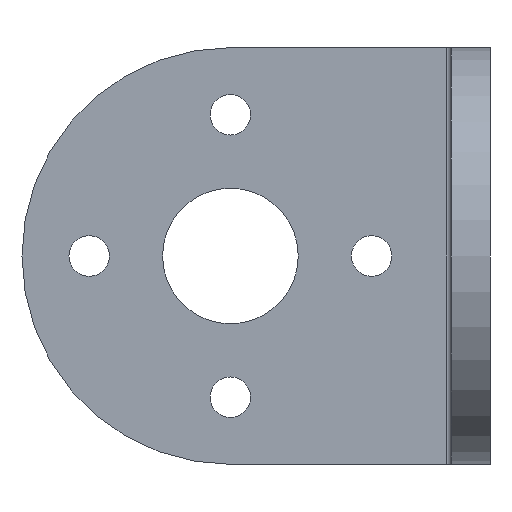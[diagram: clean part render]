
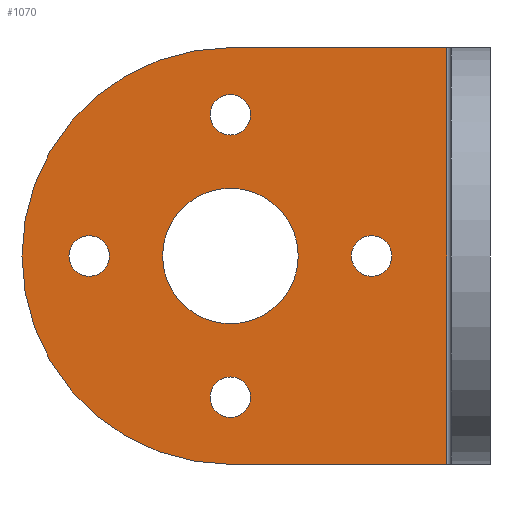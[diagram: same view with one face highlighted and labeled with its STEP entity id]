
A CAD part, left-side view. The second image highlights one B-rep face of the part: STEP entity #1070.
In plain terms, the highlighted planar face has unit normal (-1, 0, 0).
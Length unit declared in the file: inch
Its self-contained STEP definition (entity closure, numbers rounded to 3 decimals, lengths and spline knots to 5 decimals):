
#8 = ORIENTED_EDGE ( 'NONE', *, *, #9, .T. ) ;
#9 = EDGE_CURVE ( 'NONE', #249, #248, #382, .T. ) ;
#10 = EDGE_LOOP ( 'NONE', ( #11, #368 ) ) ;
#11 = ORIENTED_EDGE ( 'NONE', *, *, #12, .T. ) ;
#12 = EDGE_CURVE ( 'NONE', #173, #172, #377, .T. ) ;
#13 = ORIENTED_EDGE ( 'NONE', *, *, #247, .T. ) ;
#14 = EDGE_LOOP ( 'NONE', ( #8, #13 ) ) ;
#15 = EDGE_LOOP ( 'NONE', ( #16, #18 ) ) ;
#16 = ORIENTED_EDGE ( 'NONE', *, *, #17, .T. ) ;
#17 = EDGE_CURVE ( 'NONE', #228, #222, #434, .T. ) ;
#18 = ORIENTED_EDGE ( 'NONE', *, *, #227, .T. ) ;
#19 = ORIENTED_EDGE ( 'NONE', *, *, #287, .T. ) ;
#20 = EDGE_CURVE ( 'NONE', #286, #271, #430, .T. ) ;
#21 = ORIENTED_EDGE ( 'NONE', *, *, #22, .F. ) ;
#22 = EDGE_CURVE ( 'NONE', #81, #161, #425, .T. ) ;
#23 = ORIENTED_EDGE ( 'NONE', *, *, #20, .T. ) ;
#24 = ORIENTED_EDGE ( 'NONE', *, *, #168, .F. ) ;
#26 = ORIENTED_EDGE ( 'NONE', *, *, #27, .T. ) ;
#27 = EDGE_CURVE ( 'NONE', #92, #155, #420, .T. ) ;
#28 = ORIENTED_EDGE ( 'NONE', *, *, #87, .F. ) ;
#29 = EDGE_LOOP ( 'NONE', ( #28, #26, #24, #21 ) ) ;
#50 = EDGE_LOOP ( 'NONE', ( #23, #19 ) ) ;
#81 = VERTEX_POINT ( 'NONE', #468 ) ;
#87 = EDGE_CURVE ( 'NONE', #92, #81, #467, .T. ) ;
#92 = VERTEX_POINT ( 'NONE', #514 ) ;
#155 = VERTEX_POINT ( 'NONE', #598 ) ;
#161 = VERTEX_POINT ( 'NONE', #657 ) ;
#168 = EDGE_CURVE ( 'NONE', #161, #155, #647, .T. ) ;
#171 = EDGE_CURVE ( 'NONE', #172, #173, #636, .T. ) ;
#172 = VERTEX_POINT ( 'NONE', #632 ) ;
#173 = VERTEX_POINT ( 'NONE', #631 ) ;
#177 = EDGE_CURVE ( 'NONE', #178, #180, #686, .T. ) ;
#178 = VERTEX_POINT ( 'NONE', #681 ) ;
#180 = VERTEX_POINT ( 'NONE', #676 ) ;
#222 = VERTEX_POINT ( 'NONE', #752 ) ;
#227 = EDGE_CURVE ( 'NONE', #222, #228, #739, .T. ) ;
#228 = VERTEX_POINT ( 'NONE', #734 ) ;
#247 = EDGE_CURVE ( 'NONE', #248, #249, #789, .T. ) ;
#248 = VERTEX_POINT ( 'NONE', #785 ) ;
#249 = VERTEX_POINT ( 'NONE', #784 ) ;
#271 = VERTEX_POINT ( 'NONE', #869 ) ;
#286 = VERTEX_POINT ( 'NONE', #903 ) ;
#287 = EDGE_CURVE ( 'NONE', #271, #286, #901, .T. ) ;
#368 = ORIENTED_EDGE ( 'NONE', *, *, #171, .T. ) ;
#369 = EDGE_LOOP ( 'NONE', ( #370, #372 ) ) ;
#370 = ORIENTED_EDGE ( 'NONE', *, *, #371, .T. ) ;
#371 = EDGE_CURVE ( 'NONE', #180, #178, #1025, .T. ) ;
#372 = ORIENTED_EDGE ( 'NONE', *, *, #177, .T. ) ;
#373 = DIRECTION ( 'NONE',  ( 0., 0., -1. ) ) ;
#374 = DIRECTION ( 'NONE',  ( 1., 0., 0. ) ) ;
#375 = CARTESIAN_POINT ( 'NONE',  ( -0.09, 0.603, -0.328 ) ) ;
#376 = AXIS2_PLACEMENT_3D ( 'NONE', #375, #374, #373 ) ;
#377 = CIRCLE ( 'NONE', #376, 0.047 ) ;
#378 = CARTESIAN_POINT ( 'NONE',  ( -0.09, 0.603, 0.328 ) ) ;
#379 = DIRECTION ( 'NONE',  ( 0., 0., -1. ) ) ;
#380 = DIRECTION ( 'NONE',  ( 1., 0., 0. ) ) ;
#381 = AXIS2_PLACEMENT_3D ( 'NONE', #387, #380, #379 ) ;
#382 = CIRCLE ( 'NONE', #381, 0.047 ) ;
#387 = CARTESIAN_POINT ( 'NONE',  ( -0.09, 0.931, 0. ) ) ;
#417 = DIRECTION ( 'NONE',  ( 0., 0., 1. ) ) ;
#418 = VECTOR ( 'NONE', #417, 39.37008 ) ;
#419 = CARTESIAN_POINT ( 'NONE',  ( -0.09, 0.1, 0.484 ) ) ;
#420 = LINE ( 'NONE', #419, #418 ) ;
#421 = DIRECTION ( 'NONE',  ( 0., 0., -1. ) ) ;
#422 = DIRECTION ( 'NONE',  ( 1., 0., 0. ) ) ;
#423 = CARTESIAN_POINT ( 'NONE',  ( -0.09, 0.603, 0. ) ) ;
#424 = AXIS2_PLACEMENT_3D ( 'NONE', #423, #422, #421 ) ;
#425 = CIRCLE ( 'NONE', #424, 0.484 ) ;
#426 = DIRECTION ( 'NONE',  ( 0., 0., -1. ) ) ;
#427 = DIRECTION ( 'NONE',  ( 1., 0., 0. ) ) ;
#428 = CARTESIAN_POINT ( 'NONE',  ( -0.09, 0.603, 0. ) ) ;
#429 = AXIS2_PLACEMENT_3D ( 'NONE', #428, #427, #426 ) ;
#430 = CIRCLE ( 'NONE', #429, 0.1575 ) ;
#431 = DIRECTION ( 'NONE',  ( 0., 0., -1. ) ) ;
#432 = DIRECTION ( 'NONE',  ( 1., 0., 0. ) ) ;
#433 = AXIS2_PLACEMENT_3D ( 'NONE', #378, #432, #431 ) ;
#434 = CIRCLE ( 'NONE', #433, 0.047 ) ;
#467 = LINE ( 'NONE', #526, #525 ) ;
#468 = CARTESIAN_POINT ( 'NONE',  ( -0.09, 0.603, -0.484 ) ) ;
#514 = CARTESIAN_POINT ( 'NONE',  ( -0.09, 0.1, -0.484 ) ) ;
#524 = DIRECTION ( 'NONE',  ( 0., 1., 0. ) ) ;
#525 = VECTOR ( 'NONE', #524, 39.37008 ) ;
#526 = CARTESIAN_POINT ( 'NONE',  ( -0.09, 0., -0.484 ) ) ;
#598 = CARTESIAN_POINT ( 'NONE',  ( -0.09, 0.1, 0.484 ) ) ;
#631 = CARTESIAN_POINT ( 'NONE',  ( -0.09, 0.603, -0.375 ) ) ;
#632 = CARTESIAN_POINT ( 'NONE',  ( -0.09, 0.603, -0.281 ) ) ;
#633 = DIRECTION ( 'NONE',  ( 0., 0., -1. ) ) ;
#634 = DIRECTION ( 'NONE',  ( 1., 0., 0. ) ) ;
#635 = AXIS2_PLACEMENT_3D ( 'NONE', #642, #634, #633 ) ;
#636 = CIRCLE ( 'NONE', #635, 0.047 ) ;
#642 = CARTESIAN_POINT ( 'NONE',  ( -0.09, 0.603, -0.328 ) ) ;
#644 = DIRECTION ( 'NONE',  ( 0., -1., 0. ) ) ;
#645 = VECTOR ( 'NONE', #644, 39.37008 ) ;
#646 = CARTESIAN_POINT ( 'NONE',  ( -0.09, 0.603, 0.484 ) ) ;
#647 = LINE ( 'NONE', #646, #645 ) ;
#657 = CARTESIAN_POINT ( 'NONE',  ( -0.09, 0.603, 0.484 ) ) ;
#676 = CARTESIAN_POINT ( 'NONE',  ( -0.09, 0.275, -0.047 ) ) ;
#681 = CARTESIAN_POINT ( 'NONE',  ( -0.09, 0.275, 0.047 ) ) ;
#682 = DIRECTION ( 'NONE',  ( 0., 0., -1. ) ) ;
#683 = DIRECTION ( 'NONE',  ( 1., 0., 0. ) ) ;
#684 = CARTESIAN_POINT ( 'NONE',  ( -0.09, 0.275, 0. ) ) ;
#685 = AXIS2_PLACEMENT_3D ( 'NONE', #684, #683, #682 ) ;
#686 = CIRCLE ( 'NONE', #685, 0.047 ) ;
#734 = CARTESIAN_POINT ( 'NONE',  ( -0.09, 0.603, 0.281 ) ) ;
#735 = DIRECTION ( 'NONE',  ( 0., 0., -1. ) ) ;
#736 = DIRECTION ( 'NONE',  ( 1., 0., 0. ) ) ;
#737 = CARTESIAN_POINT ( 'NONE',  ( -0.09, 0.603, 0.328 ) ) ;
#738 = AXIS2_PLACEMENT_3D ( 'NONE', #737, #736, #735 ) ;
#739 = CIRCLE ( 'NONE', #738, 0.047 ) ;
#752 = CARTESIAN_POINT ( 'NONE',  ( -0.09, 0.603, 0.375 ) ) ;
#784 = CARTESIAN_POINT ( 'NONE',  ( -0.09, 0.931, -0.047 ) ) ;
#785 = CARTESIAN_POINT ( 'NONE',  ( -0.09, 0.931, 0.047 ) ) ;
#786 = DIRECTION ( 'NONE',  ( 0., 0., -1. ) ) ;
#787 = DIRECTION ( 'NONE',  ( 1., 0., 0. ) ) ;
#788 = AXIS2_PLACEMENT_3D ( 'NONE', #794, #787, #786 ) ;
#789 = CIRCLE ( 'NONE', #788, 0.047 ) ;
#794 = CARTESIAN_POINT ( 'NONE',  ( -0.09, 0.931, 0. ) ) ;
#869 = CARTESIAN_POINT ( 'NONE',  ( -0.09, 0.603, 0.1575 ) ) ;
#897 = DIRECTION ( 'NONE',  ( 0., 0., -1. ) ) ;
#898 = DIRECTION ( 'NONE',  ( 1., 0., 0. ) ) ;
#899 = CARTESIAN_POINT ( 'NONE',  ( -0.09, 0.603, 0. ) ) ;
#900 = AXIS2_PLACEMENT_3D ( 'NONE', #899, #898, #897 ) ;
#901 = CIRCLE ( 'NONE', #900, 0.1575 ) ;
#903 = CARTESIAN_POINT ( 'NONE',  ( -0.09, 0.603, -0.1575 ) ) ;
#1005 = FACE_BOUND ( 'NONE', #369, .T. ) ;
#1006 = FACE_BOUND ( 'NONE', #10, .T. ) ;
#1007 = FACE_BOUND ( 'NONE', #14, .T. ) ;
#1012 = FACE_BOUND ( 'NONE', #15, .T. ) ;
#1013 = FACE_BOUND ( 'NONE', #50, .T. ) ;
#1022 = DIRECTION ( 'NONE',  ( 0., 0., -1. ) ) ;
#1023 = DIRECTION ( 'NONE',  ( 1., 0., 0. ) ) ;
#1024 = AXIS2_PLACEMENT_3D ( 'NONE', #1029, #1023, #1022 ) ;
#1025 = CIRCLE ( 'NONE', #1024, 0.047 ) ;
#1029 = CARTESIAN_POINT ( 'NONE',  ( -0.09, 0.275, 0. ) ) ;
#1050 = DIRECTION ( 'NONE',  ( 0., 0., -1. ) ) ;
#1051 = DIRECTION ( 'NONE',  ( 1., 0., 0. ) ) ;
#1052 = CARTESIAN_POINT ( 'NONE',  ( -0.09, 0.603, 0. ) ) ;
#1053 = AXIS2_PLACEMENT_3D ( 'NONE', #1052, #1051, #1050 ) ;
#1054 = PLANE ( 'NONE',  #1053 ) ;
#1055 = FACE_OUTER_BOUND ( 'NONE', #29, .T. ) ;
#1070 = ADVANCED_FACE ( 'NONE', ( #1013, #1012, #1007, #1006, #1005, #1055 ), #1054, .F. ) ;
